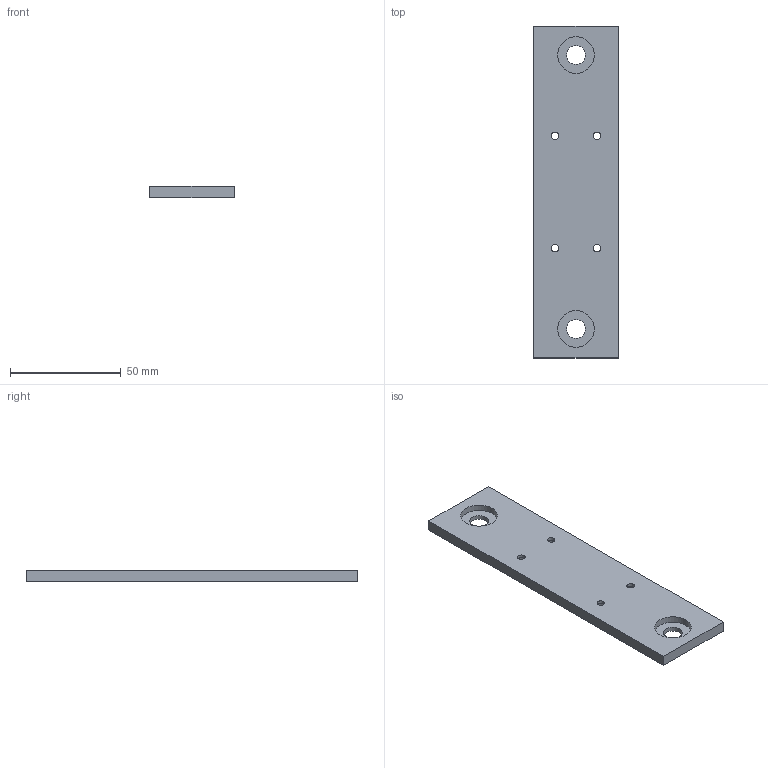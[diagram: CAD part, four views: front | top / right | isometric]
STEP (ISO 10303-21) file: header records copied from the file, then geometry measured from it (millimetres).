
FILE_DESCRIPTION(('FreeCAD Model'),'2;1');
FILE_NAME( 'x-mount-base.step', '2020-03-08T17:23:53',('Author'),(''), 'Open CASCADE STEP processor 7.3','FreeCAD','Unknown');
FILE_SCHEMA(('AUTOMOTIVE_DESIGN { 1 0 10303 214 1 1 1 1 }'));
Length unit declared in the file: millimetre
Products named in the file (1): x-mount-base
Bounding box: 38.1 x 150 x 5 mm (x, y, z)
Volume: 26634.3 mm3; surface area: 13750.6 mm2
Topology: 1 solids, 1 shells, 24 faces, 48 edges, 32 vertices
Faces by surface type: plane 12, cylinder 12
Full cylindrical faces by diameter (mm): 3.4 x4, 5.85 x4, 8.5 x2, 16.5 x2
Entity records: 1299 total; most frequent: CARTESIAN_POINT 333, DIRECTION 156, ORIENTED_EDGE 96, PCURVE 96, DEFINITIONAL_REPRESENTATION 96, AXIS2_PLACEMENT_3D 49, EDGE_CURVE 48, LINE 48
